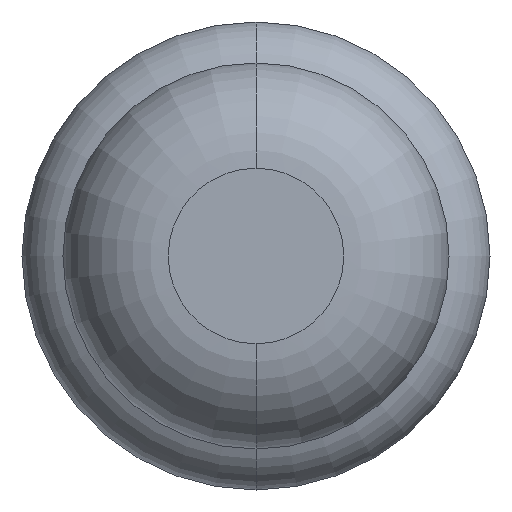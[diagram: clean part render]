
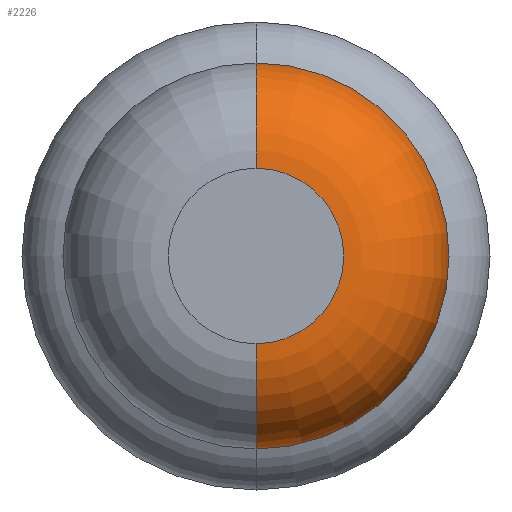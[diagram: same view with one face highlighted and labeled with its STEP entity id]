
A CAD part, front view. The second image highlights one B-rep face of the part: STEP entity #2226.
In plain terms, the highlighted toroidal (fillet/blend) face has major radius 0.375 mm and minor radius 0.45 mm.
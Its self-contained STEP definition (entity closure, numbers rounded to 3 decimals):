
#131 = CARTESIAN_POINT ( 'NONE',  ( 0., -26.95, -0.375 ) ) ;
#248 = EDGE_CURVE ( 'NONE', #2862, #1763, #600, .T. ) ;
#362 = CIRCLE ( 'NONE', #470, 0.825 ) ;
#443 = DIRECTION ( 'NONE',  ( 0., 1., 0. ) ) ;
#470 = AXIS2_PLACEMENT_3D ( 'NONE', #1845, #443, #1834 ) ;
#600 = CIRCLE ( 'NONE', #2711, 0.45 ) ;
#615 = EDGE_LOOP ( 'NONE', ( #1014, #2088, #2269, #1668 ) ) ;
#622 = CIRCLE ( 'NONE', #1132, 0.375 ) ;
#662 = CARTESIAN_POINT ( 'NONE',  ( 0., -26.95, 0.825 ) ) ;
#742 = VERTEX_POINT ( 'NONE', #2583 ) ;
#1014 = ORIENTED_EDGE ( 'NONE', *, *, #2405, .T. ) ;
#1078 = DIRECTION ( 'NONE',  ( -1., 0., 0. ) ) ;
#1110 = DIRECTION ( 'NONE',  ( 0., 0., -1. ) ) ;
#1132 = AXIS2_PLACEMENT_3D ( 'NONE', #2920, #2460, #1268 ) ;
#1268 = DIRECTION ( 'NONE',  ( 0., 0., 1. ) ) ;
#1342 = CIRCLE ( 'NONE', #1651, 0.45 ) ;
#1433 = VERTEX_POINT ( 'NONE', #1889 ) ;
#1626 = EDGE_CURVE ( 'NONE', #1433, #742, #1342, .T. ) ;
#1643 = TOROIDAL_SURFACE ( 'NONE', #2138, 0.375, 0.45 ) ;
#1651 = AXIS2_PLACEMENT_3D ( 'NONE', #131, #2003, #1110 ) ;
#1668 = ORIENTED_EDGE ( 'NONE', *, *, #248, .F. ) ;
#1763 = VERTEX_POINT ( 'NONE', #662 ) ;
#1777 = CARTESIAN_POINT ( 'NONE',  ( 0., -26.95, 0.375 ) ) ;
#1834 = DIRECTION ( 'NONE',  ( 0., 0., 1. ) ) ;
#1845 = CARTESIAN_POINT ( 'NONE',  ( 0., -26.95, 0. ) ) ;
#1889 = CARTESIAN_POINT ( 'NONE',  ( 0., -27.4, -0.375 ) ) ;
#1896 = CARTESIAN_POINT ( 'NONE',  ( 0., -26.95, 0. ) ) ;
#1995 = EDGE_CURVE ( 'Defeature ausgef�hrt1_6+Defeature ausgef�hrt1_5+Defeature ausgef�hrt1_5+Defeature ausgef�hrt1_5', #1763, #742, #362, .T. ) ;
#2003 = DIRECTION ( 'NONE',  ( 1., 0., 0. ) ) ;
#2088 = ORIENTED_EDGE ( 'NONE', *, *, #1626, .T. ) ;
#2101 = FACE_OUTER_BOUND ( 'NONE', #615, .T. ) ;
#2136 = DIRECTION ( 'NONE',  ( 0., 1., 0. ) ) ;
#2138 = AXIS2_PLACEMENT_3D ( 'NONE', #1896, #2136, #2825 ) ;
#2226 = ADVANCED_FACE ( 'Defeature ausgef�hrt1_5', ( #2101 ), #1643, .T. ) ;
#2269 = ORIENTED_EDGE ( 'NONE', *, *, #1995, .F. ) ;
#2405 = EDGE_CURVE ( 'Defeature ausgef�hrt1_5+Defeature ausgef�hrt1_4+Defeature ausgef�hrt1_4+Defeature ausgef�hrt1_4', #2862, #1433, #622, .T. ) ;
#2460 = DIRECTION ( 'NONE',  ( 0., 1., 0. ) ) ;
#2583 = CARTESIAN_POINT ( 'NONE',  ( 0., -26.95, -0.825 ) ) ;
#2706 = DIRECTION ( 'NONE',  ( 0., 0., 1. ) ) ;
#2711 = AXIS2_PLACEMENT_3D ( 'NONE', #1777, #1078, #2706 ) ;
#2765 = CARTESIAN_POINT ( 'NONE',  ( 0., -27.4, 0.375 ) ) ;
#2825 = DIRECTION ( 'NONE',  ( 0., 0., 1. ) ) ;
#2862 = VERTEX_POINT ( 'NONE', #2765 ) ;
#2920 = CARTESIAN_POINT ( 'NONE',  ( 0., -27.4, 0. ) ) ;
